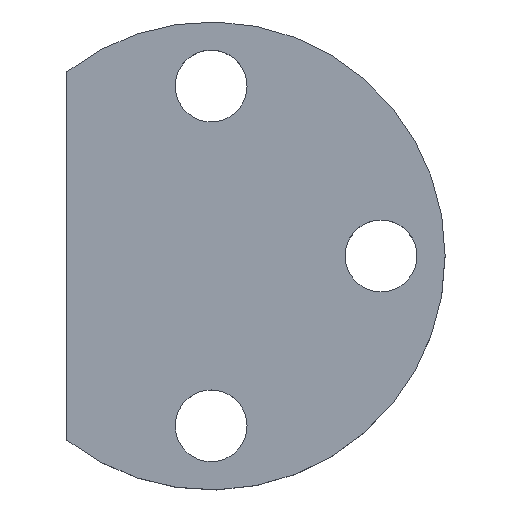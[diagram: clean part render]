
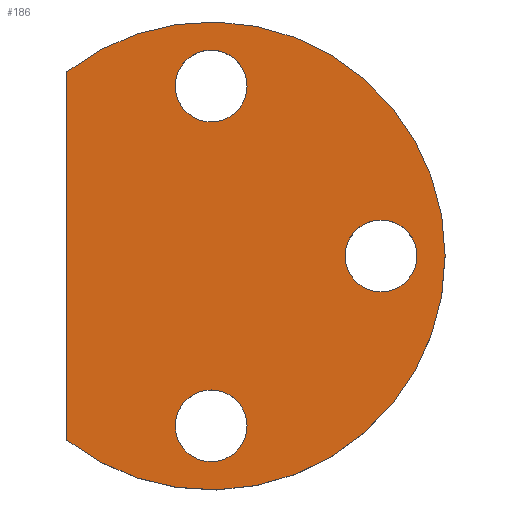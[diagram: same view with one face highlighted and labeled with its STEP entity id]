
A CAD part, top view. The second image highlights one B-rep face of the part: STEP entity #186.
In plain terms, the highlighted planar face has unit normal (0, 0, 1).
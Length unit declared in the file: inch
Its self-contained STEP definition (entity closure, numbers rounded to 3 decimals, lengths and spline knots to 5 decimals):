
#29=FACE_BOUND('',#72,.T.);
#30=FACE_BOUND('',#73,.T.);
#31=FACE_BOUND('',#74,.T.);
#45=CIRCLE('',#207,0.365);
#46=CIRCLE('',#208,0.056);
#47=CIRCLE('',#209,0.056);
#48=CIRCLE('',#210,0.056);
#59=FACE_OUTER_BOUND('',#71,.T.);
#71=EDGE_LOOP('',(#146,#147));
#72=EDGE_LOOP('',(#148));
#73=EDGE_LOOP('',(#149));
#74=EDGE_LOOP('',(#150));
#100=LINE('',#294,#104);
#104=VECTOR('',#236,0.3937);
#108=VERTEX_POINT('',#291);
#109=VERTEX_POINT('',#293);
#110=VERTEX_POINT('',#298);
#111=VERTEX_POINT('',#300);
#112=VERTEX_POINT('',#302);
#125=EDGE_CURVE('',#109,#108,#100,.T.);
#127=EDGE_CURVE('',#109,#108,#45,.T.);
#128=EDGE_CURVE('',#110,#110,#46,.T.);
#129=EDGE_CURVE('',#111,#111,#47,.T.);
#130=EDGE_CURVE('',#112,#112,#48,.T.);
#146=ORIENTED_EDGE('',*,*,#125,.T.);
#147=ORIENTED_EDGE('',*,*,#127,.F.);
#148=ORIENTED_EDGE('',*,*,#128,.T.);
#149=ORIENTED_EDGE('',*,*,#129,.T.);
#150=ORIENTED_EDGE('',*,*,#130,.T.);
#181=PLANE('',#206);
#186=ADVANCED_FACE('',(#59,#29,#30,#31),#181,.T.);
#206=AXIS2_PLACEMENT_3D('',#296,#238,#239);
#207=AXIS2_PLACEMENT_3D('',#297,#240,#241);
#208=AXIS2_PLACEMENT_3D('',#299,#242,#243);
#209=AXIS2_PLACEMENT_3D('',#301,#244,#245);
#210=AXIS2_PLACEMENT_3D('',#303,#246,#247);
#236=DIRECTION('',(0.,-1.,0.));
#238=DIRECTION('center_axis',(0.,0.,1.));
#239=DIRECTION('ref_axis',(1.,0.,0.));
#240=DIRECTION('center_axis',(0.,0.,-1.));
#241=DIRECTION('ref_axis',(1.,0.,0.));
#242=DIRECTION('center_axis',(0.,0.,-1.));
#243=DIRECTION('ref_axis',(-1.,0.,0.));
#244=DIRECTION('center_axis',(0.,0.,-1.));
#245=DIRECTION('ref_axis',(0.,-1.,0.));
#246=DIRECTION('center_axis',(0.,0.,-1.));
#247=DIRECTION('ref_axis',(0.,1.,0.));
#291=CARTESIAN_POINT('',(-0.225,-0.2874,2.1625));
#293=CARTESIAN_POINT('',(-0.225,0.2874,2.1625));
#294=CARTESIAN_POINT('',(-0.225,0.1437,2.1625));
#296=CARTESIAN_POINT('Origin',(0.,0.,
2.1625));
#297=CARTESIAN_POINT('Origin',(0.,0.,2.1625));
#298=CARTESIAN_POINT('',(0.321,0.,2.1625));
#299=CARTESIAN_POINT('Origin',(0.265,0.,2.1625));
#300=CARTESIAN_POINT('',(0.,0.321,2.1625));
#301=CARTESIAN_POINT('Origin',(0.,0.265,2.1625));
#302=CARTESIAN_POINT('',(0.,-0.321,2.1625));
#303=CARTESIAN_POINT('Origin',(0.,-0.265,2.1625));
